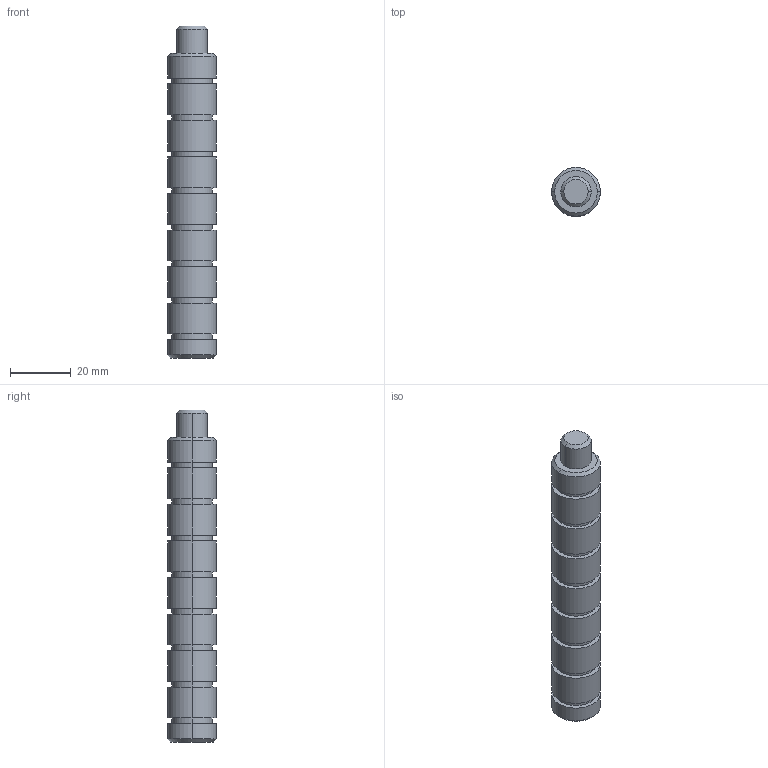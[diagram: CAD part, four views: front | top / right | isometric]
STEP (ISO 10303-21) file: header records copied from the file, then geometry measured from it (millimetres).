
FILE_DESCRIPTION(('STEP AP214'),'1');
FILE_NAME('160649.2.STP','2011-09-21T11:42:30',(' '),(' '),'Spatial InterOp 3D',' ',' ');
FILE_SCHEMA(('automotive_design'));
Length unit declared in the file: millimetre
Products named in the file (1): Zylinder
Bounding box: 16 x 16 x 109 mm (x, y, z)
Volume: 18579.3 mm3; surface area: 6978.1 mm2
Topology: 1 solids, 1 shells, 66 faces, 130 edges, 84 vertices
Faces by surface type: cylinder 38, plane 20, cone 8
Entity records: 2286 total; most frequent: DIRECTION 348, CARTESIAN_POINT 281, ORIENTED_EDGE 260, AXIS2_PLACEMENT_3D 151, EDGE_CURVE 130, EDGE_LOOP 84, VERTEX_POINT 84, CIRCLE 84
